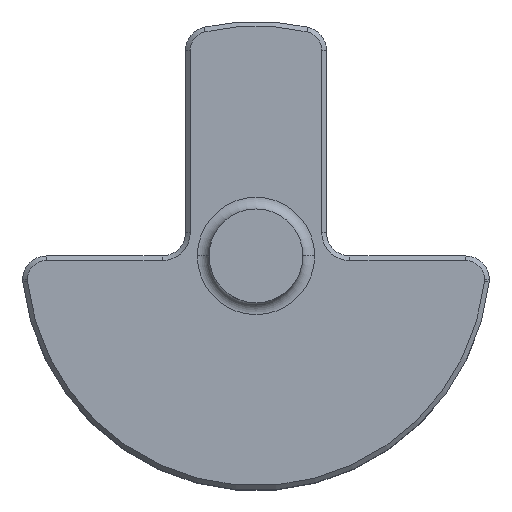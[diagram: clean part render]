
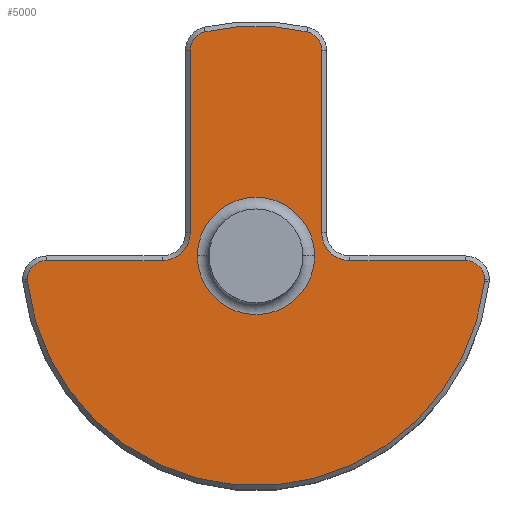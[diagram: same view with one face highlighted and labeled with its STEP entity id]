
A CAD part, top view. The second image highlights one B-rep face of the part: STEP entity #5000.
In plain terms, the highlighted planar face has unit normal (0, 0, 1).
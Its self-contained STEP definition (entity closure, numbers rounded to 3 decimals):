
#3660=CARTESIAN_POINT('',(0.,0.,20.));
#3670=DIRECTION('',(0.,0.,1.));
#3680=DIRECTION('',(1.,0.,-0.));
#3690=AXIS2_PLACEMENT_3D('',#3660,#3670,#3680);
#3700=PLANE('',#3690);
#3710=CARTESIAN_POINT('',(0.,0.,20.));
#3720=DIRECTION('',(0.,0.,1.));
#3730=DIRECTION('',(1.,0.,-0.));
#3740=AXIS2_PLACEMENT_3D('',#3710,#3720,#3730);
#3750=CIRCLE('',#3740,25.);
#3760=CARTESIAN_POINT('',(25.,0.,20.));
#3770=VERTEX_POINT('',#3760);
#3780=CARTESIAN_POINT('',(-25.,0.,20.));
#3790=VERTEX_POINT('',#3780);
#3800=EDGE_CURVE('',#3770,#3790,#3750,.T.);
#3810=ORIENTED_EDGE('',*,*,#3800,.F.);
#3820=EDGE_CURVE('',#3790,#3770,#3750,.T.);
#3830=ORIENTED_EDGE('',*,*,#3820,.F.);
#3840=EDGE_LOOP('',(#3830,#3810));
#3850=FACE_BOUND('',#3840,.T.);
#3860=CARTESIAN_POINT('',(-20.,87.75,20.));
#3870=DIRECTION('',(0.,0.,1.));
#3880=DIRECTION('',(1.,0.,-0.));
#3890=AXIS2_PLACEMENT_3D('',#3860,#3870,#3880);
#3900=CIRCLE('',#3890,8.);
#3910=CARTESIAN_POINT('',(-21.778,95.55,20.));
#3920=VERTEX_POINT('',#3910);
#3930=CARTESIAN_POINT('',(-28.,87.75,20.));
#3940=VERTEX_POINT('',#3930);
#3950=EDGE_CURVE('',#3920,#3940,#3900,.T.);
#3960=ORIENTED_EDGE('',*,*,#3950,.T.);
#3970=CARTESIAN_POINT('',(0.,0.,20.));
#3980=DIRECTION('',(0.,0.,1.));
#3990=DIRECTION('',(1.,0.,-0.));
#4000=AXIS2_PLACEMENT_3D('',#3970,#3980,#3990);
#4010=CIRCLE('',#4000,98.);
#4020=CARTESIAN_POINT('',(21.778,95.55,20.));
#4030=VERTEX_POINT('',#4020);
#4040=EDGE_CURVE('',#4030,#3920,#4010,.T.);
#4050=ORIENTED_EDGE('',*,*,#4040,.T.);
#4060=CARTESIAN_POINT('',(20.,87.75,20.));
#4070=DIRECTION('',(0.,0.,1.));
#4080=DIRECTION('',(1.,0.,-0.));
#4090=AXIS2_PLACEMENT_3D('',#4060,#4070,#4080);
#4100=CIRCLE('',#4090,8.);
#4110=CARTESIAN_POINT('',(28.,87.75,20.));
#4120=VERTEX_POINT('',#4110);
#4130=EDGE_CURVE('',#4120,#4030,#4100,.T.);
#4140=ORIENTED_EDGE('',*,*,#4130,.T.);
#4150=CARTESIAN_POINT('',(28.,48.875,20.));
#4160=DIRECTION('',(0.,1.,0.));
#4170=VECTOR('',#4160,1.);
#4180=LINE('',#4150,#4170);
#4190=CARTESIAN_POINT('',(28.,10.,20.));
#4200=VERTEX_POINT('',#4190);
#4210=EDGE_CURVE('',#4200,#4120,#4180,.T.);
#4220=ORIENTED_EDGE('',*,*,#4210,.T.);
#4230=CARTESIAN_POINT('',(40.,10.,20.));
#4240=DIRECTION('',(0.,0.,1.));
#4250=DIRECTION('',(1.,0.,-0.));
#4260=AXIS2_PLACEMENT_3D('',#4230,#4240,#4250);
#4270=CIRCLE('',#4260,12.);
#4280=CARTESIAN_POINT('',(40.,-2.,20.));
#4290=VERTEX_POINT('',#4280);
#4300=EDGE_CURVE('',#4200,#4290,#4270,.T.);
#4310=ORIENTED_EDGE('',*,*,#4300,.F.);
#4320=CARTESIAN_POINT('',(64.721,-2.,20.));
#4330=DIRECTION('',(1.,0.,0.));
#4340=VECTOR('',#4330,1.);
#4350=LINE('',#4320,#4340);
#4360=CARTESIAN_POINT('',(89.443,-2.,20.));
#4370=VERTEX_POINT('',#4360);
#4380=EDGE_CURVE('',#4290,#4370,#4350,.T.);
#4390=ORIENTED_EDGE('',*,*,#4380,.F.);
#4400=CARTESIAN_POINT('',(89.443,-10.,20.));
#4410=DIRECTION('',(0.,0.,1.));
#4420=DIRECTION('',(1.,0.,-0.));
#4430=AXIS2_PLACEMENT_3D('',#4400,#4410,#4420);
#4440=CIRCLE('',#4430,8.);
#4450=CARTESIAN_POINT('',(97.443,-10.,20.));
#4460=VERTEX_POINT('',#4450);
#4470=EDGE_CURVE('',#4460,#4370,#4440,.T.);
#4480=ORIENTED_EDGE('',*,*,#4470,.T.);
#4490=CARTESIAN_POINT('',(97.393,-10.889,20.));
#4500=VERTEX_POINT('',#4490);
#4510=EDGE_CURVE('',#4500,#4460,#4440,.T.);
#4520=ORIENTED_EDGE('',*,*,#4510,.T.);
#4530=CARTESIAN_POINT('',(0.,0.,20.));
#4540=DIRECTION('',(0.,0.,1.));
#4550=DIRECTION('',(1.,0.,-0.));
#4560=AXIS2_PLACEMENT_3D('',#4530,#4540,#4550);
#4570=CIRCLE('',#4560,98.);
#4580=CARTESIAN_POINT('',(-97.393,-10.889,20.));
#4590=VERTEX_POINT('',#4580);
#4600=EDGE_CURVE('',#4590,#4500,#4570,.T.);
#4610=ORIENTED_EDGE('',*,*,#4600,.T.);
#4620=CARTESIAN_POINT('',(-89.443,-10.,20.));
#4630=DIRECTION('',(0.,0.,1.));
#4640=DIRECTION('',(1.,0.,-0.));
#4650=AXIS2_PLACEMENT_3D('',#4620,#4630,#4640);
#4660=CIRCLE('',#4650,8.);
#4670=CARTESIAN_POINT('',(-97.443,-10.,20.));
#4680=VERTEX_POINT('',#4670);
#4690=EDGE_CURVE('',#4680,#4590,#4660,.T.);
#4700=ORIENTED_EDGE('',*,*,#4690,.T.);
#4710=CARTESIAN_POINT('',(-89.443,-2.,20.));
#4720=VERTEX_POINT('',#4710);
#4730=EDGE_CURVE('',#4720,#4680,#4660,.T.);
#4740=ORIENTED_EDGE('',*,*,#4730,.T.);
#4750=CARTESIAN_POINT('',(-64.721,-2.,20.));
#4760=DIRECTION('',(1.,0.,0.));
#4770=VECTOR('',#4760,1.);
#4780=LINE('',#4750,#4770);
#4790=CARTESIAN_POINT('',(-40.,-2.,20.));
#4800=VERTEX_POINT('',#4790);
#4810=EDGE_CURVE('',#4720,#4800,#4780,.T.);
#4820=ORIENTED_EDGE('',*,*,#4810,.F.);
#4830=CARTESIAN_POINT('',(-40.,10.,20.));
#4840=DIRECTION('',(0.,0.,1.));
#4850=DIRECTION('',(1.,0.,-0.));
#4860=AXIS2_PLACEMENT_3D('',#4830,#4840,#4850);
#4870=CIRCLE('',#4860,12.);
#4880=CARTESIAN_POINT('',(-28.,10.,20.));
#4890=VERTEX_POINT('',#4880);
#4900=EDGE_CURVE('',#4800,#4890,#4870,.T.);
#4910=ORIENTED_EDGE('',*,*,#4900,.F.);
#4920=CARTESIAN_POINT('',(-28.,48.875,20.));
#4930=DIRECTION('',(0.,1.,0.));
#4940=VECTOR('',#4930,1.);
#4950=LINE('',#4920,#4940);
#4960=EDGE_CURVE('',#4890,#3940,#4950,.T.);
#4970=ORIENTED_EDGE('',*,*,#4960,.F.);
#4980=EDGE_LOOP('',(#4970,#4910,#4820,#4740,#4700,#4610,#4520,#4480,
#4390,#4310,#4220,#4140,#4050,#3960));
#4990=FACE_OUTER_BOUND('',#4980,.T.);
#5000=ADVANCED_FACE('',(#3850,#4990),#3700,.T.);
